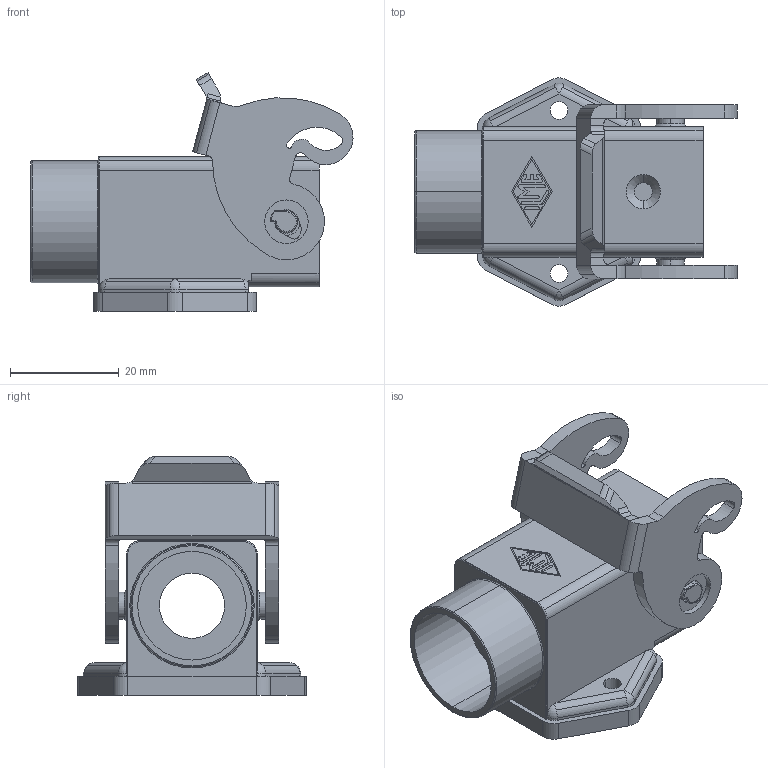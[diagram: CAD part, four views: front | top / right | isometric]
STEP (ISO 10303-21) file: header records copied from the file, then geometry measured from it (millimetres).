
FILE_DESCRIPTION((''),'2;1');
FILE_NAME('MK IAPN20.stp','2006-12-07T10:33:43',('gembarski'),(''),'Autodesk Inventor 7','Autodesk Inventor 7','');
FILE_SCHEMA(('AUTOMOTIVE_DESIGN { 1 0 10303 214 1 1 1 1 }'));
Length unit declared in the file: millimetre
Products named in the file (1): MK IAPN20
Bounding box: 59.26 x 42 x 43.94 mm (x, y, z)
Volume: 12465.6 mm3; surface area: 14459.3 mm2
Topology: 1 solids, 1 shells, 339 faces, 907 edges, 582 vertices
Faces by surface type: cylinder 162, plane 106, bspline 48, torus 12, sphere 6, cone 5
Entity records: 11780 total; most frequent: CARTESIAN_POINT 3135, DIRECTION 1865, ORIENTED_EDGE 1802, EDGE_CURVE 901, AXIS2_PLACEMENT_3D 698, VERTEX_POINT 582, VECTOR 469, LINE 469
